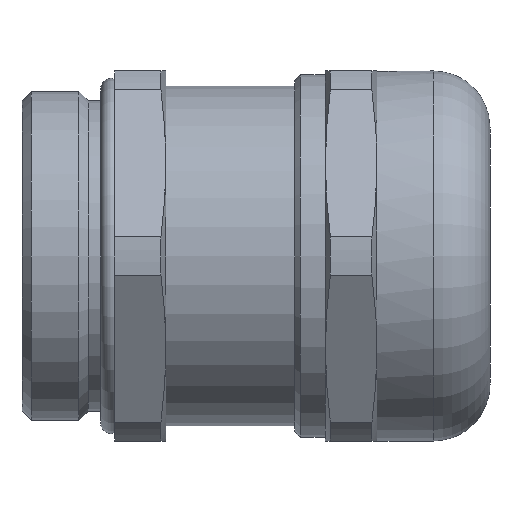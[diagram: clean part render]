
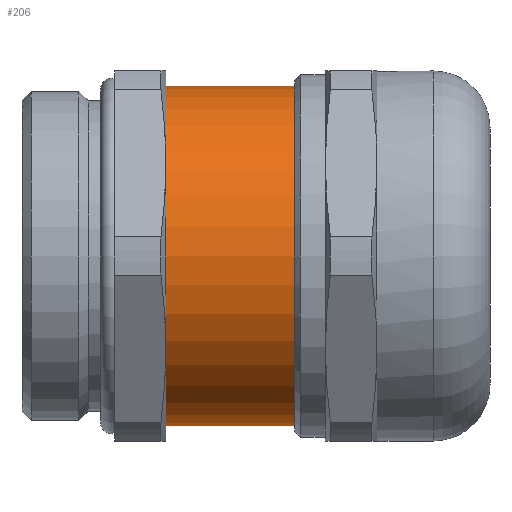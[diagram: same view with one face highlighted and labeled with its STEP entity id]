
A CAD part, front view. The second image highlights one B-rep face of the part: STEP entity #206.
In plain terms, the highlighted cylindrical face has radius 16.5 mm (diameter 33 mm), a full revolution.
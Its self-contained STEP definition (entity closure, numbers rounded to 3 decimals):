
#206 = ADVANCED_FACE( '', ( #487, #488 ), #489, .T. );
#487 = FACE_OUTER_BOUND( '', #851, .T. );
#488 = FACE_OUTER_BOUND( '', #852, .T. );
#489 = CYLINDRICAL_SURFACE( '', #853, 16.5 );
#851 = EDGE_LOOP( '', ( #1429 ) );
#852 = EDGE_LOOP( '', ( #1430 ) );
#853 = AXIS2_PLACEMENT_3D( '', #1431, #1432, #1433 );
#1429 = ORIENTED_EDGE( '', *, *, #2248, .T. );
#1430 = ORIENTED_EDGE( '', *, *, #2197, .F. );
#1431 = CARTESIAN_POINT( '', ( 45.5, 0., 0. ) );
#1432 = DIRECTION( '', ( -1., 0., 0. ) );
#1433 = DIRECTION( '', ( 0., 0., -1. ) );
#2197 = EDGE_CURVE( '', #2670, #2670, #2671, .T. );
#2248 = EDGE_CURVE( '', #2746, #2746, #2747, .T. );
#2670 = VERTEX_POINT( '', #3414 );
#2671 = CIRCLE( '', #3415, 16.5 );
#2746 = VERTEX_POINT( '', #3554 );
#2747 = CIRCLE( '', #3555, 16.5 );
#3414 = CARTESIAN_POINT( '', ( 26.5, 0., -16.5 ) );
#3415 = AXIS2_PLACEMENT_3D( '', #4168, #4169, #4170 );
#3554 = CARTESIAN_POINT( '', ( 13.99, 0., -16.5 ) );
#3555 = AXIS2_PLACEMENT_3D( '', #4215, #4216, #4217 );
#4168 = CARTESIAN_POINT( '', ( 26.5, 0., 0. ) );
#4169 = DIRECTION( '', ( 1., 0., 0. ) );
#4170 = DIRECTION( '', ( 0., 0., -1. ) );
#4215 = CARTESIAN_POINT( '', ( 13.99, 0., 0. ) );
#4216 = DIRECTION( '', ( 1., 0., 0. ) );
#4217 = DIRECTION( '', ( 0., 0., -1. ) );
